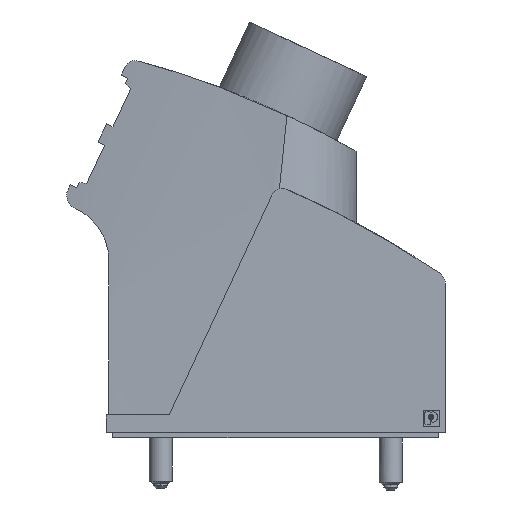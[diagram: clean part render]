
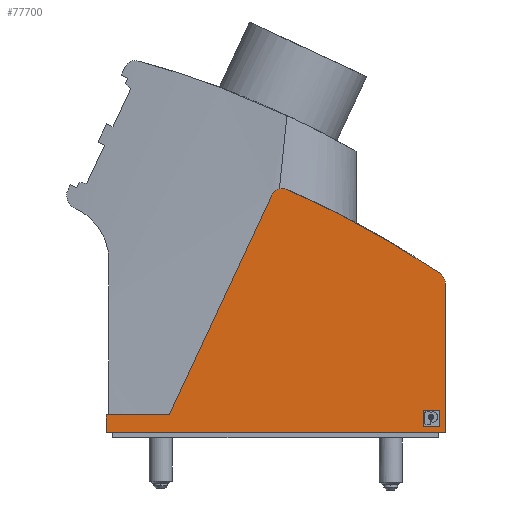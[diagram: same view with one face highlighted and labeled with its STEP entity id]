
A CAD part, left-side view. The second image highlights one B-rep face of the part: STEP entity #77700.
In plain terms, the highlighted face is planar.
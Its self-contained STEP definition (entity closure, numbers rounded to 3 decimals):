
#7560=CARTESIAN_POINT('',(-876.691,121.75,
-995.517));
#7570=VERTEX_POINT('',#7560);
#9940=CARTESIAN_POINT('',(-903.367,121.75,
-980.88));
#9950=VERTEX_POINT('',#9940);
#9980=CARTESIAN_POINT('',(-810.999,121.75,
-844.158));
#9990=DIRECTION('',(0.,-1.,0.));
#10000=DIRECTION('',(-1.,0.,0.));
#10010=AXIS2_PLACEMENT_3D('',#9980,#9990,#10000);
#10020=CIRCLE('',#10010,165.);
#10030=EDGE_CURVE('',#9950,#7570,#10020,.T.);
#12030=CARTESIAN_POINT('',(-904.247,121.75,
-979.223));
#12040=VERTEX_POINT('',#12030);
#12070=CARTESIAN_POINT('',(-902.247,121.75,
-979.223));
#12080=DIRECTION('',(0.,-1.,0.));
#12090=DIRECTION('',(-1.,0.,0.));
#12100=AXIS2_PLACEMENT_3D('',#12070,#12080,#12090);
#12110=CIRCLE('',#12100,2.);
#12120=EDGE_CURVE('',#12040,#9950,#12110,.T.);
#17600=CARTESIAN_POINT('',(-903.047,121.75,
-956.931));
#17610=DIRECTION('',(0.,-1.,0.));
#17620=DIRECTION('',(-1.,0.,0.));
#17630=AXIS2_PLACEMENT_3D('',#17600,#17610,#17620);
#17640=CIRCLE('',#17630,0.2);
#17650=CARTESIAN_POINT('',(-903.247,121.75,
-956.931));
#17660=VERTEX_POINT('',#17650);
#17670=CARTESIAN_POINT('',(-903.047,121.75,
-957.132));
#17680=VERTEX_POINT('',#17670);
#17690=EDGE_CURVE('',#17660,#17680,#17640,.T.);
#43410=CARTESIAN_POINT('',(-875.894,121.75,
-993.682));
#43420=DIRECTION('',(0.,-1.,0.));
#43430=DIRECTION('',(-1.,0.,0.));
#43440=AXIS2_PLACEMENT_3D('',#43410,#43420,#43430);
#43450=CIRCLE('',#43440,2.);
#43460=CARTESIAN_POINT('',(-874.082,121.75,
-994.527));
#43470=VERTEX_POINT('',#43460);
#43480=EDGE_CURVE('',#7570,#43470,#43450,.T.);
#47090=CARTESIAN_POINT('',(-385.092,121.75,
54.114));
#47100=DIRECTION('',(-0.423,0.,-0.906));
#47110=VECTOR('',#47100,1.);
#47120=LINE('',#47090,#47110);
#47130=CARTESIAN_POINT('',(-874.081,121.75,
-994.525));
#47140=VERTEX_POINT('',#47130);
#47150=EDGE_CURVE('',#47140,#43470,#47120,.T.);
#47170=CARTESIAN_POINT('',(-385.092,121.75,
54.114));
#47180=DIRECTION('',(0.423,0.,0.906));
#47190=VECTOR('',#47180,1.);
#47200=LINE('',#47170,#47190);
#47210=CARTESIAN_POINT('',(-856.247,121.75,
-956.282));
#47220=VERTEX_POINT('',#47210);
#47230=EDGE_CURVE('',#47140,#47220,#47200,.T.);
#56910=CARTESIAN_POINT('',(-845.247,121.75,
-956.282));
#56920=VERTEX_POINT('',#56910);
#56950=CARTESIAN_POINT('',(-845.247,121.75,
54.114));
#56960=DIRECTION('',(0.,0.,1.));
#56970=VECTOR('',#56960,1.);
#56980=LINE('',#56950,#56970);
#56990=CARTESIAN_POINT('',(-845.247,121.75,
-953.282));
#57000=VERTEX_POINT('',#56990);
#57010=EDGE_CURVE('',#56920,#57000,#56980,.T.);
#57300=CARTESIAN_POINT('',(-904.247,121.75,
-953.282));
#57310=VERTEX_POINT('',#57300);
#57340=CARTESIAN_POINT('',(-904.247,121.75,
54.114));
#57350=DIRECTION('',(0.,0.,1.));
#57360=VECTOR('',#57350,1.);
#57370=LINE('',#57340,#57360);
#57380=EDGE_CURVE('',#12040,#57310,#57370,.T.);
#58050=CARTESIAN_POINT('',(-262.742,121.75,
-956.282));
#58060=DIRECTION('',(-1.,0.,0.));
#58070=VECTOR('',#58060,1.);
#58080=LINE('',#58050,#58070);
#58090=EDGE_CURVE('',#56920,#47220,#58080,.T.);
#59990=CARTESIAN_POINT('',(-262.742,121.75,
-953.282));
#60000=DIRECTION('',(1.,0.,0.));
#60010=VECTOR('',#60000,1.);
#60020=LINE('',#59990,#60010);
#60030=EDGE_CURVE('',#57310,#57000,#60020,.T.);
#76940=CARTESIAN_POINT('',(-866.032,121.75,
-972.885));
#76950=DIRECTION('',(0.,1.,-0.));
#76960=DIRECTION('',(-1.,0.,0.));
#76970=AXIS2_PLACEMENT_3D('',#76940,#76950,#76960);
#76980=PLANE('',#76970);
#76990=ORIENTED_EDGE('',*,*,#60030,.F.);
#77000=ORIENTED_EDGE('',*,*,#57010,.T.);
#77010=ORIENTED_EDGE('',*,*,#58090,.F.);
#77020=ORIENTED_EDGE('',*,*,#47230,.T.);
#77030=ORIENTED_EDGE('',*,*,#47150,.F.);
#77040=ORIENTED_EDGE('',*,*,#43480,.T.);
#77050=ORIENTED_EDGE('',*,*,#10030,.T.);
#77060=ORIENTED_EDGE('',*,*,#12120,.T.);
#77070=ORIENTED_EDGE('',*,*,#57380,.F.);
#77080=EDGE_LOOP('',(#77070,#77060,#77050,#77040,#77030,#77020,#77010,
#77000,#76990));
#77090=FACE_OUTER_BOUND('',#77080,.T.);
#77100=CARTESIAN_POINT('',(-900.598,121.75,
-954.482));
#77110=DIRECTION('',(0.,-1.,0.));
#77120=DIRECTION('',(-1.,0.,0.));
#77130=AXIS2_PLACEMENT_3D('',#77100,#77110,#77120);
#77140=CIRCLE('',#77130,0.2);
#77150=CARTESIAN_POINT('',(-900.397,121.75,
-954.482));
#77160=VERTEX_POINT('',#77150);
#77170=CARTESIAN_POINT('',(-900.598,121.75,
-954.282));
#77180=VERTEX_POINT('',#77170);
#77190=EDGE_CURVE('',#77160,#77180,#77140,.T.);
#77200=ORIENTED_EDGE('',*,*,#77190,.F.);
#77210=CARTESIAN_POINT('',(-262.742,121.75,
-954.282));
#77220=DIRECTION('',(1.,0.,0.));
#77230=VECTOR('',#77220,1.);
#77240=LINE('',#77210,#77230);
#77250=CARTESIAN_POINT('',(-903.047,121.75,
-954.282));
#77260=VERTEX_POINT('',#77250);
#77270=EDGE_CURVE('',#77260,#77180,#77240,.T.);
#77280=ORIENTED_EDGE('',*,*,#77270,.T.);
#77290=CARTESIAN_POINT('',(-903.047,121.75,
-954.482));
#77300=DIRECTION('',(0.,-1.,0.));
#77310=DIRECTION('',(-1.,0.,0.));
#77320=AXIS2_PLACEMENT_3D('',#77290,#77300,#77310);
#77330=CIRCLE('',#77320,0.2);
#77340=CARTESIAN_POINT('',(-903.247,121.75,
-954.482));
#77350=VERTEX_POINT('',#77340);
#77360=EDGE_CURVE('',#77260,#77350,#77330,.T.);
#77370=ORIENTED_EDGE('',*,*,#77360,.F.);
#77380=CARTESIAN_POINT('',(-903.247,121.75,
54.114));
#77390=DIRECTION('',(0.,0.,1.));
#77400=VECTOR('',#77390,1.);
#77410=LINE('',#77380,#77400);
#77420=EDGE_CURVE('',#17660,#77350,#77410,.T.);
#77430=ORIENTED_EDGE('',*,*,#77420,.T.);
#77440=ORIENTED_EDGE('',*,*,#17690,.F.);
#77450=CARTESIAN_POINT('',(-262.742,121.75,
-957.132));
#77460=DIRECTION('',(-1.,0.,0.));
#77470=VECTOR('',#77460,1.);
#77480=LINE('',#77450,#77470);
#77490=CARTESIAN_POINT('',(-900.598,121.75,
-957.132));
#77500=VERTEX_POINT('',#77490);
#77510=EDGE_CURVE('',#77500,#17680,#77480,.T.);
#77520=ORIENTED_EDGE('',*,*,#77510,.T.);
#77530=CARTESIAN_POINT('',(-900.598,121.75,
-956.931));
#77540=DIRECTION('',(0.,-1.,0.));
#77550=DIRECTION('',(-1.,0.,0.));
#77560=AXIS2_PLACEMENT_3D('',#77530,#77540,#77550);
#77570=CIRCLE('',#77560,0.2);
#77580=CARTESIAN_POINT('',(-900.397,121.75,
-956.931));
#77590=VERTEX_POINT('',#77580);
#77600=EDGE_CURVE('',#77500,#77590,#77570,.T.);
#77610=ORIENTED_EDGE('',*,*,#77600,.F.);
#77620=CARTESIAN_POINT('',(-900.397,121.75,
54.114));
#77630=DIRECTION('',(0.,0.,-1.));
#77640=VECTOR('',#77630,1.);
#77650=LINE('',#77620,#77640);
#77660=EDGE_CURVE('',#77160,#77590,#77650,.T.);
#77670=ORIENTED_EDGE('',*,*,#77660,.T.);
#77680=EDGE_LOOP('',(#77670,#77610,#77520,#77440,#77430,#77370,#77280,
#77200));
#77690=FACE_BOUND('',#77680,.T.);
#77700=ADVANCED_FACE('',(#77090,#77690),#76980,.F.);
